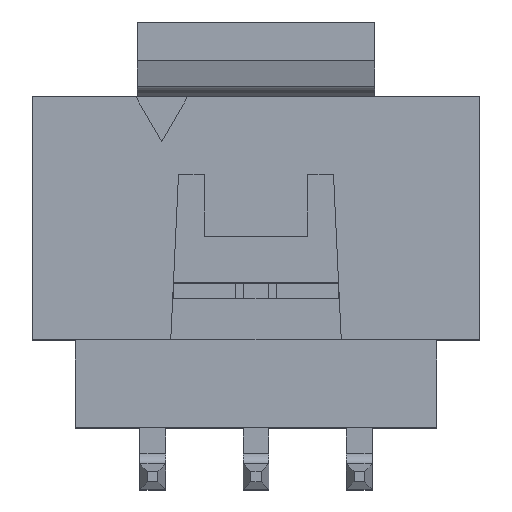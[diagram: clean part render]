
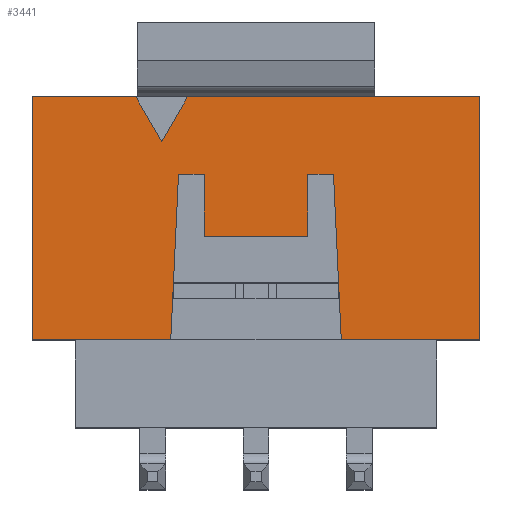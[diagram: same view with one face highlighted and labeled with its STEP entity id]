
A CAD part, top view. The second image highlights one B-rep face of the part: STEP entity #3441.
In plain terms, the highlighted planar face has unit normal (0, 0, 1).
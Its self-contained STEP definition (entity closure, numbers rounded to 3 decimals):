
#617=DIRECTION('',(0.5,-0.866,0.));
#618=VECTOR('',#617,1.);
#619=CARTESIAN_POINT('',(-2.325,3.2,3.15));
#620=LINE('',#619,#618);
#621=DIRECTION('',(0.5,0.866,0.));
#622=VECTOR('',#621,1.);
#623=CARTESIAN_POINT('',(-1.825,2.334,3.15));
#624=LINE('',#623,#622);
#625=DIRECTION('',(-1.,0.,0.));
#626=VECTOR('',#625,5.65);
#627=CARTESIAN_POINT('',(4.325,3.2,3.15));
#628=LINE('',#627,#626);
#629=DIRECTION('',(0.,1.,0.));
#630=VECTOR('',#629,4.7);
#631=CARTESIAN_POINT('',(4.325,-1.5,3.15));
#632=LINE('',#631,#630);
#633=DIRECTION('',(1.,0.,0.));
#634=VECTOR('',#633,2.675);
#635=CARTESIAN_POINT('',(1.65,-1.5,3.15));
#636=LINE('',#635,#634);
#637=DIRECTION('',(-0.047,0.999,0.));
#638=VECTOR('',#637,3.204);
#639=CARTESIAN_POINT('',(1.65,-1.5,3.15));
#640=LINE('',#639,#638);
#641=DIRECTION('',(-1.,0.,0.));
#642=VECTOR('',#641,0.5);
#643=CARTESIAN_POINT('',(1.5,1.7,3.15));
#644=LINE('',#643,#642);
#645=DIRECTION('',(0.,-1.,0.));
#646=VECTOR('',#645,1.2);
#647=CARTESIAN_POINT('',(1.,1.7,3.15));
#648=LINE('',#647,#646);
#649=DIRECTION('',(-1.,0.,0.));
#650=VECTOR('',#649,2.);
#651=CARTESIAN_POINT('',(1.,0.5,3.15));
#652=LINE('',#651,#650);
#653=DIRECTION('',(0.,1.,0.));
#654=VECTOR('',#653,1.2);
#655=CARTESIAN_POINT('',(-1.,0.5,3.15));
#656=LINE('',#655,#654);
#657=DIRECTION('',(-1.,0.,0.));
#658=VECTOR('',#657,0.5);
#659=CARTESIAN_POINT('',(-1.,1.7,3.15));
#660=LINE('',#659,#658);
#661=DIRECTION('',(-0.047,-0.999,0.));
#662=VECTOR('',#661,3.204);
#663=CARTESIAN_POINT('',(-1.5,1.7,3.15));
#664=LINE('',#663,#662);
#665=DIRECTION('',(1.,0.,0.));
#666=VECTOR('',#665,2.675);
#667=CARTESIAN_POINT('',(-4.325,-1.5,3.15));
#668=LINE('',#667,#666);
#669=DIRECTION('',(0.,-1.,0.));
#670=VECTOR('',#669,4.7);
#671=CARTESIAN_POINT('',(-4.325,3.2,3.15));
#672=LINE('',#671,#670);
#673=DIRECTION('',(-1.,0.,0.));
#674=VECTOR('',#673,2.);
#675=CARTESIAN_POINT('',(-2.325,3.2,3.15));
#676=LINE('',#675,#674);
#2113=CARTESIAN_POINT('',(-4.325,3.2,3.15));
#2114=CARTESIAN_POINT('',(-4.325,-1.5,3.15));
#2115=VERTEX_POINT('',#2113);
#2116=VERTEX_POINT('',#2114);
#2117=CARTESIAN_POINT('',(4.325,-1.5,3.15));
#2118=CARTESIAN_POINT('',(4.325,3.2,3.15));
#2119=VERTEX_POINT('',#2117);
#2120=VERTEX_POINT('',#2118);
#2209=CARTESIAN_POINT('',(-2.325,3.2,3.15));
#2210=CARTESIAN_POINT('',(-1.825,2.334,3.15));
#2211=VERTEX_POINT('',#2209);
#2212=VERTEX_POINT('',#2210);
#2213=CARTESIAN_POINT('',(-1.325,3.2,3.15));
#2214=VERTEX_POINT('',#2213);
#2237=CARTESIAN_POINT('',(-1.,1.7,3.15));
#2238=CARTESIAN_POINT('',(-1.5,1.7,3.15));
#2239=VERTEX_POINT('',#2237);
#2240=VERTEX_POINT('',#2238);
#2241=CARTESIAN_POINT('',(-1.65,-1.5,3.15));
#2242=VERTEX_POINT('',#2241);
#2243=CARTESIAN_POINT('',(1.65,-1.5,3.15));
#2244=CARTESIAN_POINT('',(1.5,1.7,3.15));
#2245=VERTEX_POINT('',#2243);
#2246=VERTEX_POINT('',#2244);
#2247=CARTESIAN_POINT('',(1.,1.7,3.15));
#2248=VERTEX_POINT('',#2247);
#2269=CARTESIAN_POINT('',(1.,0.5,3.15));
#2270=VERTEX_POINT('',#2269);
#2271=CARTESIAN_POINT('',(-1.,0.5,3.15));
#2272=VERTEX_POINT('',#2271);
#3411=CARTESIAN_POINT('',(0.,0.,3.15));
#3412=DIRECTION('',(0.,0.,1.));
#3413=DIRECTION('',(1.,0.,0.));
#3414=AXIS2_PLACEMENT_3D('',#3411,#3412,#3413);
#3415=PLANE('',#3414);
#3417=ORIENTED_EDGE('',*,*,#3416,.T.);
#3419=ORIENTED_EDGE('',*,*,#3418,.T.);
#3420=ORIENTED_EDGE('',*,*,#2854,.F.);
#3421=ORIENTED_EDGE('',*,*,#2874,.F.);
#3422=ORIENTED_EDGE('',*,*,#3359,.F.);
#3424=ORIENTED_EDGE('',*,*,#3423,.T.);
#3426=ORIENTED_EDGE('',*,*,#3425,.T.);
#3428=ORIENTED_EDGE('',*,*,#3427,.T.);
#3430=ORIENTED_EDGE('',*,*,#3429,.T.);
#3432=ORIENTED_EDGE('',*,*,#3431,.T.);
#3434=ORIENTED_EDGE('',*,*,#3433,.T.);
#3435=ORIENTED_EDGE('',*,*,#3396,.T.);
#3436=ORIENTED_EDGE('',*,*,#3364,.F.);
#3437=ORIENTED_EDGE('',*,*,#2786,.F.);
#3438=ORIENTED_EDGE('',*,*,#2839,.F.);
#3439=EDGE_LOOP('',(#3417,#3419,#3420,#3421,#3422,#3424,#3426,#3428,#3430,#3432,
#3434,#3435,#3436,#3437,#3438));
#3440=FACE_OUTER_BOUND('',#3439,.F.);
#3441=ADVANCED_FACE('',(#3440),#3415,.T.);
#2786=EDGE_CURVE('',#2115,#2116,#672,.T.);
#2839=EDGE_CURVE('',#2211,#2115,#676,.T.);
#2854=EDGE_CURVE('',#2120,#2214,#628,.T.);
#2874=EDGE_CURVE('',#2119,#2120,#632,.T.);
#3359=EDGE_CURVE('',#2245,#2119,#636,.T.);
#3364=EDGE_CURVE('',#2116,#2242,#668,.T.);
#3396=EDGE_CURVE('',#2240,#2242,#664,.T.);
#3416=EDGE_CURVE('',#2211,#2212,#620,.T.);
#3418=EDGE_CURVE('',#2212,#2214,#624,.T.);
#3423=EDGE_CURVE('',#2245,#2246,#640,.T.);
#3425=EDGE_CURVE('',#2246,#2248,#644,.T.);
#3427=EDGE_CURVE('',#2248,#2270,#648,.T.);
#3429=EDGE_CURVE('',#2270,#2272,#652,.T.);
#3431=EDGE_CURVE('',#2272,#2239,#656,.T.);
#3433=EDGE_CURVE('',#2239,#2240,#660,.T.);
